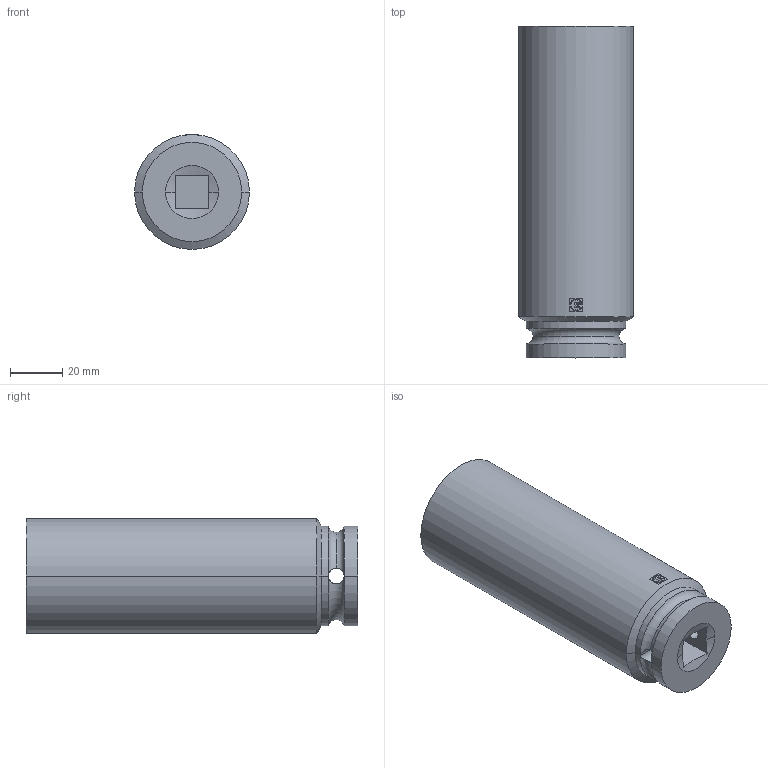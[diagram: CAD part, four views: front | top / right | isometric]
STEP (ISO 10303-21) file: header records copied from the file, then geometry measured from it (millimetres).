
FILE_DESCRIPTION (( 'STEP AP203' ), '1' );
FILE_NAME ('K60124032.STEP', '2022-03-01T07:12:48', ( '' ), ( '' ), 'SwSTEP 2.0', 'SolidWorks 2019', '' );
FILE_SCHEMA (( 'CONFIG_CONTROL_DESIGN' ));
Length unit declared in the file: millimetre
Products named in the file (1): K60124032
Bounding box: 44 x 127 x 44 mm (x, y, z)
Volume: 161087.5 mm3; surface area: 24068.4 mm2
Topology: 1 solids, 1 shells, 38 faces, 119 edges, 88 vertices
Faces by surface type: cylinder 15, plane 14, cone 6, torus 3
Entity records: 1746 total; most frequent: CARTESIAN_POINT 637, ORIENTED_EDGE 238, DIRECTION 183, EDGE_CURVE 119, VERTEX_POINT 88, AXIS2_PLACEMENT_3D 72, B_SPLINE_CURVE_WITH_KNOTS 47, EDGE_LOOP 47
